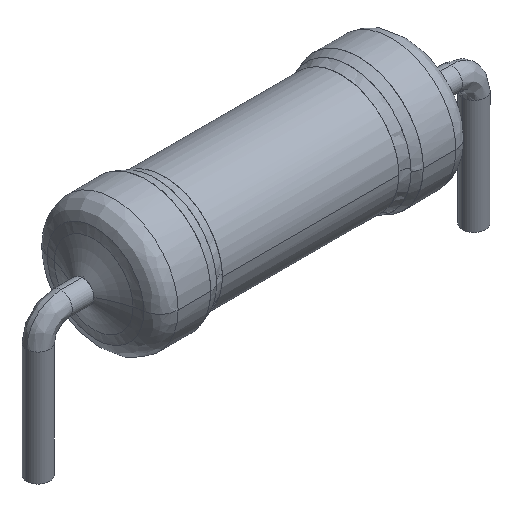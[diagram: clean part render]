
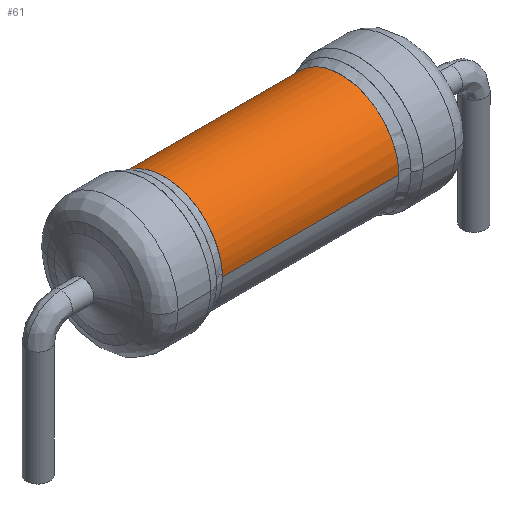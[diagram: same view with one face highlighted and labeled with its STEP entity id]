
A CAD part, isometric view. The second image highlights one B-rep face of the part: STEP entity #61.
In plain terms, the highlighted cylindrical face has radius 2.025 mm (diameter 4.05 mm), a partial arc.
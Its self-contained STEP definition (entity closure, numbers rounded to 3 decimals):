
#61 = ADVANCED_FACE ( 'NONE', ( #2037 ), #910, .T. ) ;
#72 = CARTESIAN_POINT ( 'NONE',  ( 4.74, 2.032, -3.087 ) ) ;
#86 = CARTESIAN_POINT ( 'NONE',  ( 5.728, 1.636, -3.087 ) ) ;
#97 = CARTESIAN_POINT ( 'NONE',  ( 2.475, 0.141, -3.086 ) ) ;
#104 = CARTESIAN_POINT ( 'NONE',  ( 3.24, 1.611, 3.087 ) ) ;
#127 = CARTESIAN_POINT ( 'NONE',  ( 6.522, 0.139, 3.086 ) ) ;
#165 = B_SPLINE_CURVE_WITH_KNOTS ( 'NONE', 3,
 ( #1681, #1218, #1039, #2141, #337, #86, #1022, #1932, #72, #992, #814, #2392, #2834, #1253, #1722, #532, #321, #1964, #97, #1739 ),
 .UNSPECIFIED., .F., .F.,
 ( 4, 2, 2, 2, 2, 2, 2, 2, 2, 4 ),
 ( 0.508, 0.571, 0.633, 0.696, 0.758, 0.821, 0.883, 0.946, 0.977, 1.008 ),
 .UNSPECIFIED. ) ;
#186 = VERTEX_POINT ( 'NONE', #2552 ) ;
#279 = EDGE_LOOP ( 'NONE', ( #469, #537, #1244, #2857 ) ) ;
#321 = CARTESIAN_POINT ( 'NONE',  ( 2.539, 0.525, -3.086 ) ) ;
#337 = CARTESIAN_POINT ( 'NONE',  ( 6.109, 1.262, -3.087 ) ) ;
#345 = CARTESIAN_POINT ( 'NONE',  ( 2.576, 0.65, 3.086 ) ) ;
#373 = CARTESIAN_POINT ( 'NONE',  ( 2.475, 0.004, -3.086 ) ) ;
#387 = CARTESIAN_POINT ( 'NONE',  ( 6.525, 0.069, 3.086 ) ) ;
#411 = LINE ( 'NONE', #1411, #2050 ) ;
#446 = VERTEX_POINT ( 'NONE', #2023 ) ;
#469 = ORIENTED_EDGE ( 'NONE', *, *, #1304, .T. ) ;
#532 = CARTESIAN_POINT ( 'NONE',  ( 2.577, 0.651, -3.086 ) ) ;
#537 = ORIENTED_EDGE ( 'NONE', *, *, #1359, .T. ) ;
#569 = CARTESIAN_POINT ( 'NONE',  ( 6.498, 0.339, 3.086 ) ) ;
#598 = DIRECTION ( 'NONE',  ( 0., 0., 1. ) ) ;
#725 = EDGE_CURVE ( 'NONE', #446, #186, #411, .T. ) ;
#804 = CARTESIAN_POINT ( 'NONE',  ( 6.419, 0.665, 3.086 ) ) ;
#814 = CARTESIAN_POINT ( 'NONE',  ( 3.947, 1.97, -3.087 ) ) ;
#853 = CARTESIAN_POINT ( 'NONE',  ( 5.728, 1.636, 3.087 ) ) ;
#867 = CARTESIAN_POINT ( 'NONE',  ( 2.725, 1.013, 3.087 ) ) ;
#910 = CYLINDRICAL_SURFACE ( 'NONE', #2844, 2.025 ) ;
#992 = CARTESIAN_POINT ( 'NONE',  ( 4.21, 2.026, -3.087 ) ) ;
#1022 = CARTESIAN_POINT ( 'NONE',  ( 5.5, 1.785, -3.087 ) ) ;
#1029 = CARTESIAN_POINT ( 'NONE',  ( 4.211, 2.026, 3.087 ) ) ;
#1039 = CARTESIAN_POINT ( 'NONE',  ( 6.471, 0.542, -3.086 ) ) ;
#1040 = CARTESIAN_POINT ( 'NONE',  ( 6.525, 0.004, 3.086 ) ) ;
#1062 = CARTESIAN_POINT ( 'NONE',  ( 5.5, 1.784, 3.087 ) ) ;
#1218 = CARTESIAN_POINT ( 'NONE',  ( 6.525, 0.273, -3.086 ) ) ;
#1241 = CARTESIAN_POINT ( 'NONE',  ( 2.475, 0.004, 3.086 ) ) ;
#1244 = ORIENTED_EDGE ( 'NONE', *, *, #1939, .T. ) ;
#1253 = CARTESIAN_POINT ( 'NONE',  ( 2.872, 1.237, -3.087 ) ) ;
#1275 = CARTESIAN_POINT ( 'NONE',  ( 5.007, 1.982, 3.087 ) ) ;
#1287 = VECTOR ( 'NONE', #2964, 1000. ) ;
#1304 = EDGE_CURVE ( 'NONE', #446, #2823, #165, .T. ) ;
#1306 = CARTESIAN_POINT ( 'NONE',  ( 3.462, 1.763, 3.087 ) ) ;
#1317 = CARTESIAN_POINT ( 'NONE',  ( 4.741, 2.032, 3.087 ) ) ;
#1359 = EDGE_CURVE ( 'NONE', #2823, #1450, #2251, .T. ) ;
#1411 = CARTESIAN_POINT ( 'NONE',  ( 6.525, 0.004, 0. ) ) ;
#1450 = VERTEX_POINT ( 'NONE', #1241 ) ;
#1519 = DIRECTION ( 'NONE',  ( 1., 0., 0. ) ) ;
#1525 = CARTESIAN_POINT ( 'NONE',  ( 2.475, 0.004, 3.086 ) ) ;
#1541 = CARTESIAN_POINT ( 'NONE',  ( 2.539, 0.524, 3.086 ) ) ;
#1551 = CARTESIAN_POINT ( 'NONE',  ( 6.263, 1.036, 3.087 ) ) ;
#1681 = CARTESIAN_POINT ( 'NONE',  ( 6.525, 0.004, -3.086 ) ) ;
#1722 = CARTESIAN_POINT ( 'NONE',  ( 2.725, 1.014, -3.087 ) ) ;
#1732 = CARTESIAN_POINT ( 'NONE',  ( 6.458, 0.536, 3.086 ) ) ;
#1739 = CARTESIAN_POINT ( 'NONE',  ( 2.475, 0.004, -3.086 ) ) ;
#1778 = CARTESIAN_POINT ( 'NONE',  ( 2.872, 1.236, 3.087 ) ) ;
#1831 = CARTESIAN_POINT ( 'NONE',  ( 4.5, 0.004, 0. ) ) ;
#1848 = CARTESIAN_POINT ( 'NONE',  ( 2.475, 0.004, 0. ) ) ;
#1932 = CARTESIAN_POINT ( 'NONE',  ( 5.006, 1.983, -3.087 ) ) ;
#1939 = EDGE_CURVE ( 'NONE', #1450, #186, #2032, .T. ) ;
#1964 = CARTESIAN_POINT ( 'NONE',  ( 2.488, 0.27, -3.086 ) ) ;
#2023 = CARTESIAN_POINT ( 'NONE',  ( 6.525, 0.004, -3.086 ) ) ;
#2032 = B_SPLINE_CURVE_WITH_KNOTS ( 'NONE', 3,
 ( #1525, #2648, #2457, #1541, #345, #867, #1778, #104, #1306, #2412, #1029, #1317, #1275, #1062, #853, #2677, #1551, #804, #1732, #569, #2194, #127, #387, #1040 ),
 .UNSPECIFIED., .F., .F.,
 ( 4, 2, 2, 2, 2, 2, 2, 2, 2, 2, 2, 4 ),
 ( 0.992, 1.023, 1.054, 1.117, 1.179, 1.242, 1.304, 1.367, 1.429, 1.461, 1.476, 1.492 ),
 .UNSPECIFIED. ) ;
#2037 = FACE_OUTER_BOUND ( 'NONE', #279, .T. ) ;
#2050 = VECTOR ( 'NONE', #2713, 1000. ) ;
#2141 = CARTESIAN_POINT ( 'NONE',  ( 6.262, 1.037, -3.087 ) ) ;
#2194 = CARTESIAN_POINT ( 'NONE',  ( 6.508, 0.272, 3.086 ) ) ;
#2251 = LINE ( 'NONE', #1848, #1287 ) ;
#2392 = CARTESIAN_POINT ( 'NONE',  ( 3.462, 1.762, -3.087 ) ) ;
#2412 = CARTESIAN_POINT ( 'NONE',  ( 3.947, 1.97, 3.087 ) ) ;
#2457 = CARTESIAN_POINT ( 'NONE',  ( 2.488, 0.268, 3.086 ) ) ;
#2552 = CARTESIAN_POINT ( 'NONE',  ( 6.525, 0.004, 3.086 ) ) ;
#2648 = CARTESIAN_POINT ( 'NONE',  ( 2.475, 0.139, 3.086 ) ) ;
#2677 = CARTESIAN_POINT ( 'NONE',  ( 6.109, 1.262, 3.087 ) ) ;
#2713 = DIRECTION ( 'NONE',  ( 0., 0., 1. ) ) ;
#2823 = VERTEX_POINT ( 'NONE', #373 ) ;
#2834 = CARTESIAN_POINT ( 'NONE',  ( 3.241, 1.611, -3.087 ) ) ;
#2844 = AXIS2_PLACEMENT_3D ( 'NONE', #1831, #598, #1519 ) ;
#2857 = ORIENTED_EDGE ( 'NONE', *, *, #725, .F. ) ;
#2964 = DIRECTION ( 'NONE',  ( 0., 0., 1. ) ) ;
